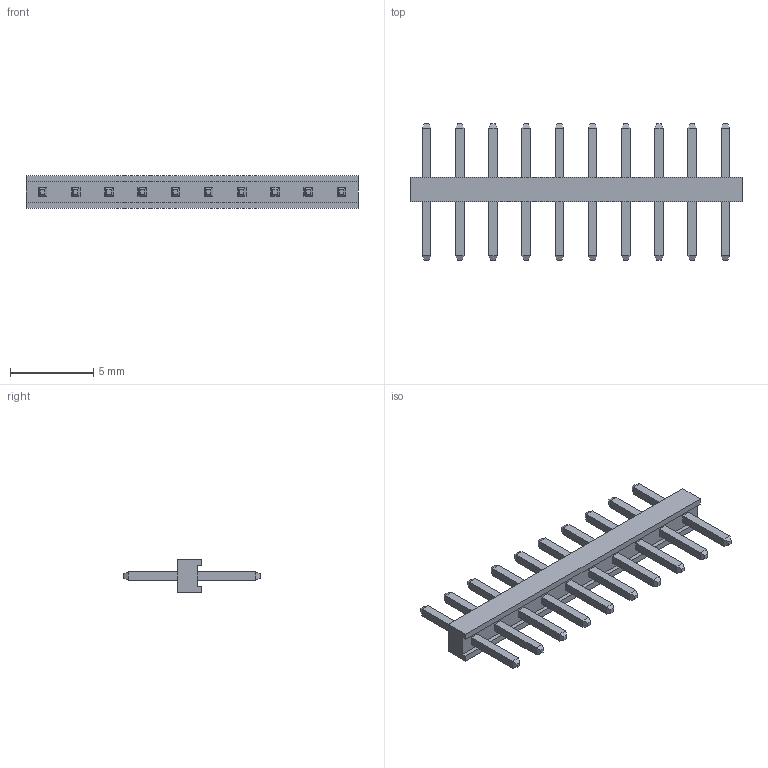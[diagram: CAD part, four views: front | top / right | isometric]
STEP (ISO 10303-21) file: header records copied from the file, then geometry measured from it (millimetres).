
FILE_DESCRIPTION (( 'STEP AP214' ), '1' );
FILE_NAME ('TMM-110-01-G-S.STEP', '2015-05-26T20:39:17', ( '' ), ( '' ), 'SwSTEP 2.0', 'SolidWorks 2014', '' );
FILE_SCHEMA (( 'AUTOMOTIVE_DESIGN' ));
Length unit declared in the file: millimetre
Products named in the file (5): DEFAULT; DEFAULT-2; DEFAULT-1; TMM-110-01-G-S
Assembly tree (4 placements, depth 3):
  TMM-110-01-G-S
    DEFAULT
      DEFAULT
      DEFAULT-1
      DEFAULT-2
Bounding box: 20 x 8.2 x 1.98 mm (x, y, z)
Volume: 77.9 mm3; surface area: 417.9 mm2
Topology: 3 solids, 3 shells, 240 faces, 568 edges, 352 vertices
Faces by surface type: plane 240
Entity records: 6952 total; most frequent: CARTESIAN_POINT 1408, ORIENTED_EDGE 1136, DIRECTION 984, EDGE_CURVE 568, VECTOR 488, LINE 488, VERTEX_POINT 352, EDGE_LOOP 278
